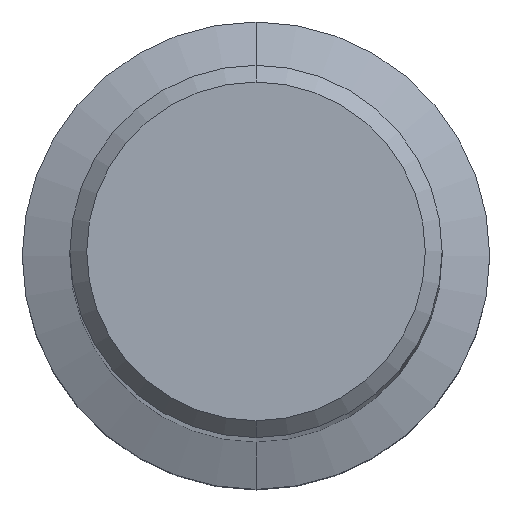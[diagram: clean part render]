
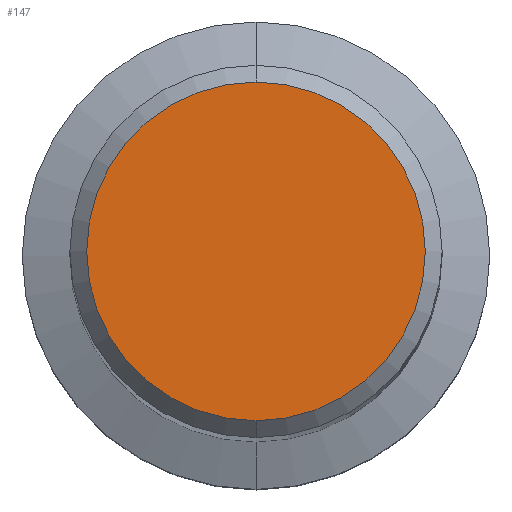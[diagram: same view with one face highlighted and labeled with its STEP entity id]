
A CAD part, top view. The second image highlights one B-rep face of the part: STEP entity #147.
In plain terms, the highlighted planar face has unit normal (0, 0, 1).
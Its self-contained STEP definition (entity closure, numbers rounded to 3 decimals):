
#147=ADVANCED_FACE('',(#350),#351,.T.);
#167=VERTEX_POINT('',#373);
#207=EDGE_CURVE('',#277,#167,#418,.T.);
#241=EDGE_CURVE('',#167,#277,#456,.T.);
#277=VERTEX_POINT('',#498);
#350=FACE_OUTER_BOUND('',#572,.T.);
#351=PLANE('',#573);
#373=CARTESIAN_POINT('',(0.0,8.05,0.0));
#418=CIRCLE('',#661,8.05);
#456=CIRCLE('',#704,8.05);
#498=CARTESIAN_POINT('',(0.,-8.05,0.0));
#572=EDGE_LOOP('',(#835,#836));
#573=AXIS2_PLACEMENT_3D('',#837,#838,#839);
#661=AXIS2_PLACEMENT_3D('',#925,#926,#927);
#704=AXIS2_PLACEMENT_3D('',#974,#975,#976);
#835=ORIENTED_EDGE('',*,*,#241,.F.);
#836=ORIENTED_EDGE('',*,*,#207,.F.);
#837=CARTESIAN_POINT('',(0.0,4.025,0.0));
#838=DIRECTION('',(-0.0,0.0,1.0));
#839=DIRECTION('',(0.0,-1.0,0.0));
#925=CARTESIAN_POINT('',(0.0,0.0,0.0));
#926=DIRECTION('',(0.0,0.0,-1.0));
#927=DIRECTION('',(0.0,1.0,0.0));
#974=CARTESIAN_POINT('',(0.0,0.0,0.0));
#975=DIRECTION('',(0.0,0.0,-1.0));
#976=DIRECTION('',(0.0,1.0,0.0));
